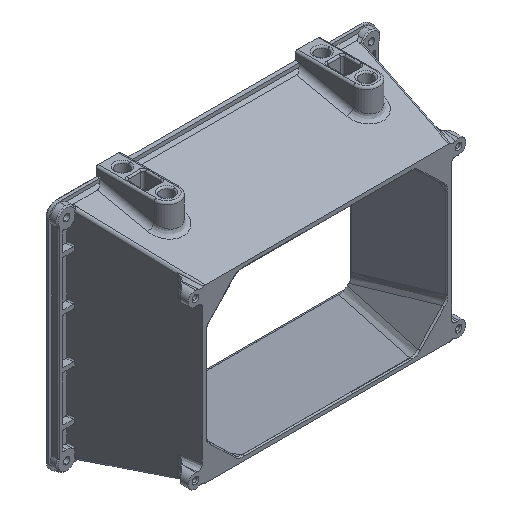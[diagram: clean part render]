
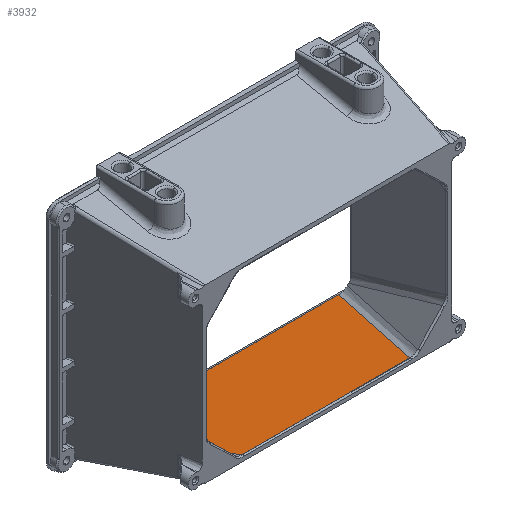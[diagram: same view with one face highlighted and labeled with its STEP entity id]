
A CAD part, isometric view. The second image highlights one B-rep face of the part: STEP entity #3932.
In plain terms, the highlighted planar face has unit normal (0, 0.209, 0.978).
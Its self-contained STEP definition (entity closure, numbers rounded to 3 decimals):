
#364 = ORIENTED_EDGE ( 'NONE', *, *, #4929, .T. ) ;
#391 = CARTESIAN_POINT ( 'NONE',  ( -30.041, 0.484, -29.263 ) ) ;
#2087 = PLANE ( 'NONE',  #13977 ) ;
#2439 = CARTESIAN_POINT ( 'NONE',  ( -35.424, 14.323, -32.228 ) ) ;
#2589 = CARTESIAN_POINT ( 'NONE',  ( -46.191, 42., -38.159 ) ) ;
#2647 = CARTESIAN_POINT ( 'NONE',  ( 35.691, 14.323, -32.228 ) ) ;
#2801 = DIRECTION ( 'NONE',  ( 1., 0., 0. ) ) ;
#2919 = LINE ( 'NONE', #8769, #7850 ) ;
#3932 = ADVANCED_FACE ( 'NONE', ( #12215 ), #2087, .F. ) ;
#4298 = VERTEX_POINT ( 'NONE', #9244 ) ;
#4929 = EDGE_CURVE ( 'NONE', #4298, #5251, #2919, .T. ) ;
#5045 = CARTESIAN_POINT ( 'NONE',  ( -46.191, 42., -38.159 ) ) ;
#5251 = VERTEX_POINT ( 'NONE', #5045 ) ;
#5458 = EDGE_LOOP ( 'NONE', ( #8409, #9521, #6683, #364 ) ) ;
#5576 = DIRECTION ( 'NONE',  ( 0., -0.21, -0.978 ) ) ;
#5864 = CARTESIAN_POINT ( 'NONE',  ( 30.399, 0.484, -29.263 ) ) ;
#6589 = DIRECTION ( 'NONE',  ( 0., 0.978, -0.21 ) ) ;
#6683 = ORIENTED_EDGE ( 'NONE', *, *, #12564, .T. ) ;
#7102 = CARTESIAN_POINT ( 'NONE',  ( -40.807, 28.161, -35.194 ) ) ;
#7259 = EDGE_CURVE ( 'NONE', #5251, #11846, #12140, .T. ) ;
#7297 = EDGE_CURVE ( 'NONE', #11846, #13402, #11822, .T. ) ;
#7319 = CARTESIAN_POINT ( 'NONE',  ( 0., 0.484, -29.263 ) ) ;
#7850 = VECTOR ( 'NONE', #9730, 1000. ) ;
#8125 = CARTESIAN_POINT ( 'NONE',  ( 30.399, 0.484, -29.263 ) ) ;
#8409 = ORIENTED_EDGE ( 'NONE', *, *, #7259, .T. ) ;
#8769 = CARTESIAN_POINT ( 'NONE',  ( 0., 42., -38.159 ) ) ;
#9244 = CARTESIAN_POINT ( 'NONE',  ( 46.274, 42., -38.159 ) ) ;
#9521 = ORIENTED_EDGE ( 'NONE', *, *, #7297, .T. ) ;
#9730 = DIRECTION ( 'NONE',  ( -1., 0., 0. ) ) ;
#10493 = CARTESIAN_POINT ( 'NONE',  ( 40.982, 28.161, -35.194 ) ) ;
#11178 = CARTESIAN_POINT ( 'NONE',  ( 0., -5.974, -27.879 ) ) ;
#11450 = VECTOR ( 'NONE', #2801, 1000. ) ;
#11822 = LINE ( 'NONE', #7319, #11450 ) ;
#11846 = VERTEX_POINT ( 'NONE', #12171 ) ;
#12140 = B_SPLINE_CURVE_WITH_KNOTS ( 'NONE', 3,
 ( #2589, #7102, #2439, #391 ),
 .UNSPECIFIED., .F., .F.,
 ( 4, 4 ),
 ( 0., 0.988 ),
 .UNSPECIFIED. ) ;
#12171 = CARTESIAN_POINT ( 'NONE',  ( -30.041, 0.484, -29.263 ) ) ;
#12215 = FACE_OUTER_BOUND ( 'NONE', #5458, .T. ) ;
#12504 = B_SPLINE_CURVE_WITH_KNOTS ( 'NONE', 3,
 ( #8125, #2647, #10493, #12644 ),
 .UNSPECIFIED., .F., .F.,
 ( 4, 4 ),
 ( 0.012, 1. ),
 .UNSPECIFIED. ) ;
#12564 = EDGE_CURVE ( 'NONE', #13402, #4298, #12504, .T. ) ;
#12644 = CARTESIAN_POINT ( 'NONE',  ( 46.274, 42., -38.159 ) ) ;
#13402 = VERTEX_POINT ( 'NONE', #5864 ) ;
#13977 = AXIS2_PLACEMENT_3D ( 'NONE', #11178, #5576, #6589 ) ;
